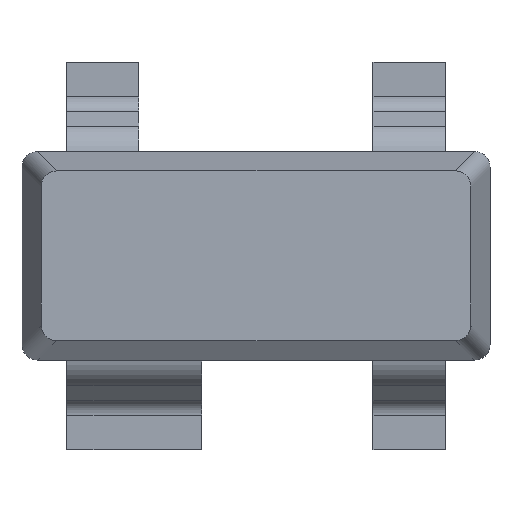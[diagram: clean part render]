
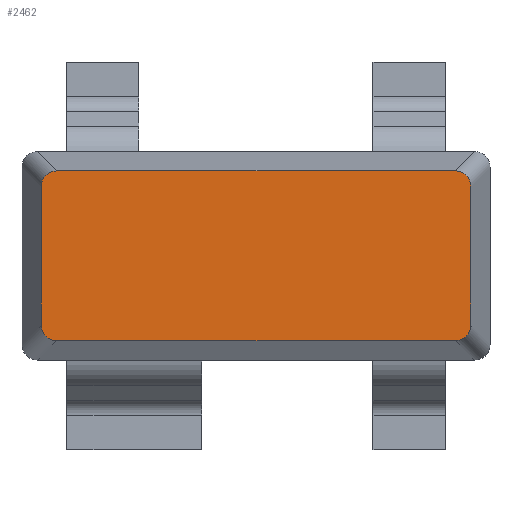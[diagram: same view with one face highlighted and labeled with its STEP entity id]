
A CAD part, top view. The second image highlights one B-rep face of the part: STEP entity #2462.
In plain terms, the highlighted planar face has unit normal (0, 0, 1).
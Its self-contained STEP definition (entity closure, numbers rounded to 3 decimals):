
#20 = ORIENTED_EDGE ( 'NONE', *, *, #2660, .T. ) ;
#24 = CARTESIAN_POINT ( 'NONE',  ( -1.3, -0.529, 1. ) ) ;
#26 = ORIENTED_EDGE ( 'NONE', *, *, #1163, .T. ) ;
#65 = CARTESIAN_POINT ( 'NONE',  ( 1.3, 0.529, 1. ) ) ;
#78 = CARTESIAN_POINT ( 'NONE',  ( -1.339, 0.65, 1. ) ) ;
#194 = CARTESIAN_POINT ( 'NONE',  ( -1.46, -0.529, 1. ) ) ;
#254 = CARTESIAN_POINT ( 'NONE',  ( -1.46, 0.529, 1. ) ) ;
#278 = CARTESIAN_POINT ( 'NONE',  ( 1.339, 0.433, 1. ) ) ;
#376 = CARTESIAN_POINT ( 'NONE',  ( 1.243, -0.529, 1. ) ) ;
#432 = ORIENTED_EDGE ( 'NONE', *, *, #2699, .T. ) ;
#466 = VERTEX_POINT ( 'NONE', #606 ) ;
#528 = ORIENTED_EDGE ( 'NONE', *, *, #1653, .T. ) ;
#538 = CARTESIAN_POINT ( 'NONE',  ( 1.339, 0.49, 1. ) ) ;
#547 = EDGE_CURVE ( 'NONE', #889, #2362, #2515, .T. ) ;
#582 = EDGE_CURVE ( 'NONE', #466, #2310, #1663, .T. ) ;
#606 = CARTESIAN_POINT ( 'NONE',  ( 1.243, 0.529, 1. ) ) ;
#625 =( BOUNDED_CURVE ( )  B_SPLINE_CURVE ( 3, ( #1214, #977, #1899, #2636 ),
 .UNSPECIFIED., .F., .T. ) 
 B_SPLINE_CURVE_WITH_KNOTS ( ( 4, 4 ),
 ( 5.531, 7.035 ),
 .UNSPECIFIED. ) 
 CURVE ( )  GEOMETRIC_REPRESENTATION_ITEM ( )  RATIONAL_B_SPLINE_CURVE ( ( 1., 0.82, 0.82, 1. ) ) 
 REPRESENTATION_ITEM ( '' )  );
#643 = LINE ( 'NONE', #2525, #2241 ) ;
#690 = CARTESIAN_POINT ( 'NONE',  ( -1.339, -0.433, 1. ) ) ;
#889 = VERTEX_POINT ( 'NONE', #2537 ) ;
#963 = EDGE_CURVE ( 'NONE', #2056, #466, #1460, .T. ) ;
#966 = DIRECTION ( 'NONE',  ( 1., 0., 0. ) ) ;
#976 = CARTESIAN_POINT ( 'NONE',  ( 1.339, -0.49, 1. ) ) ;
#977 = CARTESIAN_POINT ( 'NONE',  ( -1.3, 0.529, 1. ) ) ;
#1111 = DIRECTION ( 'NONE',  ( 0., 1., 0. ) ) ;
#1130 = CARTESIAN_POINT ( 'NONE',  ( 1.46, -0.65, 1. ) ) ;
#1154 = CARTESIAN_POINT ( 'NONE',  ( 1.243, -0.529, 1. ) ) ;
#1163 = EDGE_CURVE ( 'NONE', #2420, #2527, #1520, .T. ) ;
#1182 = CARTESIAN_POINT ( 'NONE',  ( 1.3, -0.529, 1. ) ) ;
#1188 = ORIENTED_EDGE ( 'NONE', *, *, #2029, .T. ) ;
#1189 = PLANE ( 'NONE',  #1397 ) ;
#1214 = CARTESIAN_POINT ( 'NONE',  ( -1.243, 0.529, 1. ) ) ;
#1331 = EDGE_LOOP ( 'NONE', ( #26, #528, #1932, #1188, #20, #1426, #2621, #432 ) ) ;
#1355 =( BOUNDED_CURVE ( )  B_SPLINE_CURVE ( 3, ( #690, #2573, #24, #1433 ),
 .UNSPECIFIED., .F., .T. ) 
 B_SPLINE_CURVE_WITH_KNOTS ( ( 4, 4 ),
 ( 5.531, 7.035 ),
 .UNSPECIFIED. ) 
 CURVE ( )  GEOMETRIC_REPRESENTATION_ITEM ( )  RATIONAL_B_SPLINE_CURVE ( ( 1., 0.82, 0.82, 1. ) ) 
 REPRESENTATION_ITEM ( '' )  );
#1368 = CARTESIAN_POINT ( 'NONE',  ( 1.339, -0.433, 1. ) ) ;
#1384 = FACE_OUTER_BOUND ( 'NONE', #1331, .T. ) ;
#1397 = AXIS2_PLACEMENT_3D ( 'NONE', #1130, #2134, #966 ) ;
#1426 = ORIENTED_EDGE ( 'NONE', *, *, #963, .T. ) ;
#1433 = CARTESIAN_POINT ( 'NONE',  ( -1.243, -0.529, 1. ) ) ;
#1460 =( BOUNDED_CURVE ( )  B_SPLINE_CURVE ( 3, ( #1895, #538, #65, #2367 ),
 .UNSPECIFIED., .F., .T. ) 
 B_SPLINE_CURVE_WITH_KNOTS ( ( 4, 4 ),
 ( 5.531, 7.035 ),
 .UNSPECIFIED. ) 
 CURVE ( )  GEOMETRIC_REPRESENTATION_ITEM ( )  RATIONAL_B_SPLINE_CURVE ( ( 1., 0.82, 0.82, 1. ) ) 
 REPRESENTATION_ITEM ( '' )  );
#1489 = CARTESIAN_POINT ( 'NONE',  ( -1.243, 0.529, 1. ) ) ;
#1520 = LINE ( 'NONE', #78, #2365 ) ;
#1551 = VERTEX_POINT ( 'NONE', #1368 ) ;
#1653 = EDGE_CURVE ( 'NONE', #2527, #889, #1355, .T. ) ;
#1663 = LINE ( 'NONE', #254, #2218 ) ;
#1774 =( BOUNDED_CURVE ( )  B_SPLINE_CURVE ( 3, ( #1154, #1182, #976, #2143 ),
 .UNSPECIFIED., .F., .T. ) 
 B_SPLINE_CURVE_WITH_KNOTS ( ( 4, 4 ),
 ( 5.531, 7.035 ),
 .UNSPECIFIED. ) 
 CURVE ( )  GEOMETRIC_REPRESENTATION_ITEM ( )  RATIONAL_B_SPLINE_CURVE ( ( 1., 0.82, 0.82, 1. ) ) 
 REPRESENTATION_ITEM ( '' )  );
#1875 = CARTESIAN_POINT ( 'NONE',  ( -1.339, 0.433, 1. ) ) ;
#1895 = CARTESIAN_POINT ( 'NONE',  ( 1.339, 0.433, 1. ) ) ;
#1899 = CARTESIAN_POINT ( 'NONE',  ( -1.339, 0.49, 1. ) ) ;
#1932 = ORIENTED_EDGE ( 'NONE', *, *, #547, .T. ) ;
#2029 = EDGE_CURVE ( 'NONE', #2362, #1551, #1774, .T. ) ;
#2056 = VERTEX_POINT ( 'NONE', #278 ) ;
#2086 = DIRECTION ( 'NONE',  ( 1., 0., 0. ) ) ;
#2134 = DIRECTION ( 'NONE',  ( 0., 0., 1. ) ) ;
#2143 = CARTESIAN_POINT ( 'NONE',  ( 1.339, -0.433, 1. ) ) ;
#2194 = DIRECTION ( 'NONE',  ( 0., -1., 0. ) ) ;
#2218 = VECTOR ( 'NONE', #2854, 1000. ) ;
#2241 = VECTOR ( 'NONE', #1111, 1000. ) ;
#2310 = VERTEX_POINT ( 'NONE', #1489 ) ;
#2320 = VECTOR ( 'NONE', #2086, 1000. ) ;
#2362 = VERTEX_POINT ( 'NONE', #376 ) ;
#2365 = VECTOR ( 'NONE', #2194, 1000. ) ;
#2367 = CARTESIAN_POINT ( 'NONE',  ( 1.243, 0.529, 1. ) ) ;
#2420 = VERTEX_POINT ( 'NONE', #1875 ) ;
#2462 = ADVANCED_FACE ( 'NONE', ( #1384 ), #1189, .T. ) ;
#2515 = LINE ( 'NONE', #194, #2320 ) ;
#2525 = CARTESIAN_POINT ( 'NONE',  ( 1.339, 0.65, 1. ) ) ;
#2527 = VERTEX_POINT ( 'NONE', #3030 ) ;
#2537 = CARTESIAN_POINT ( 'NONE',  ( -1.243, -0.529, 1. ) ) ;
#2573 = CARTESIAN_POINT ( 'NONE',  ( -1.339, -0.49, 1. ) ) ;
#2621 = ORIENTED_EDGE ( 'NONE', *, *, #582, .T. ) ;
#2636 = CARTESIAN_POINT ( 'NONE',  ( -1.339, 0.433, 1. ) ) ;
#2660 = EDGE_CURVE ( 'NONE', #1551, #2056, #643, .T. ) ;
#2699 = EDGE_CURVE ( 'NONE', #2310, #2420, #625, .T. ) ;
#2854 = DIRECTION ( 'NONE',  ( -1., 0., 0. ) ) ;
#3030 = CARTESIAN_POINT ( 'NONE',  ( -1.339, -0.433, 1. ) ) ;
